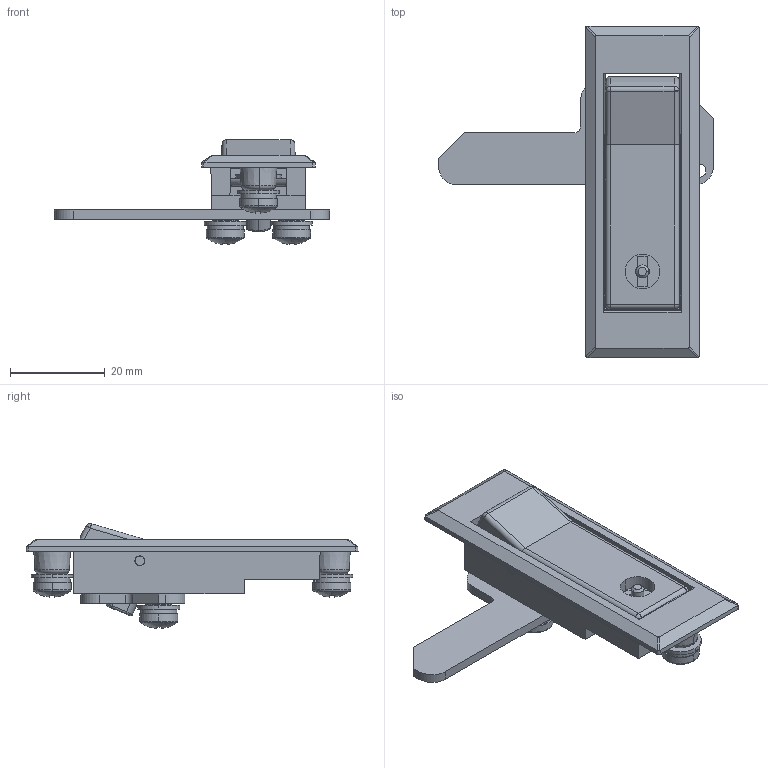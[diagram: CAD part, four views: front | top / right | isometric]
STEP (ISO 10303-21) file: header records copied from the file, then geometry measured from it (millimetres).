
FILE_DESCRIPTION (( 'STEP AP203' ), '1' );
FILE_NAME ('A-250-4-1.STEP', '2021-11-18T08:22:02', ( '' ), ( '' ), 'SwSTEP 2.0', 'SolidWorks 2018', '' );
FILE_SCHEMA (( 'CONFIG_CONTROL_DESIGN' ));
Length unit declared in the file: millimetre
Products named in the file (12): A-250-4 HO-1; A-250-4 十字穴付なべねじM4(SW付).SLDPRT; 平ワッシャーM4小型丸_JIS B 1256 Small circular 4; A-250-4 萊椽紡為; A-250-4 スプリングワッシャーM4_JIS B 1251 No.2 4; A-250-4-1 ハンドル; A-250-4-1; A-250-4 十字穴付なべねじM4_M4×8; A-250-4ロックピン; A-250-4 シャフト; A-250-4儘僢僋僾儗乕僩; A-250-4 止め金
Assembly tree (15 placements, depth 3):
  A-250-4-1
    A-250-4 HO-1
    A-250-4 シャフト
    A-250-4 止め金
    A-250-4 萊椽紡為  x2
    A-250-4 十字穴付なべねじM4(SW付).SLDPRT  x4
      A-250-4 十字穴付なべねじM4_M4×8
      A-250-4 スプリングワッシャーM4_JIS B 1251 No.2 4
      平ワッシャーM4小型丸_JIS B 1256 Small circular 4
    A-250-4-1 ハンドル
    A-250-4ロックピン
    A-250-4儘僢僋僾儗乕僩
Bounding box: 58 x 70 x 22.1 mm (x, y, z)
Volume: 11033.3 mm3; surface area: 13423.5 mm2
Topology: 20 solids, 20 shells, 470 faces, 1182 edges, 758 vertices
Faces by surface type: plane 223, cylinder 158, torus 27, bspline 27, cone 20, sphere 15
Entity records: 13217 total; most frequent: CARTESIAN_POINT 3590, ORIENTED_EDGE 1816, DIRECTION 1646, EDGE_CURVE 908, VERTEX_POINT 580, AXIS2_PLACEMENT_3D 577, LINE 492, VECTOR 492
